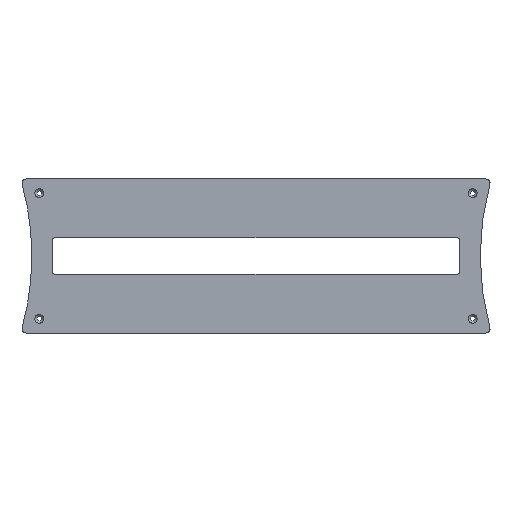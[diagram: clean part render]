
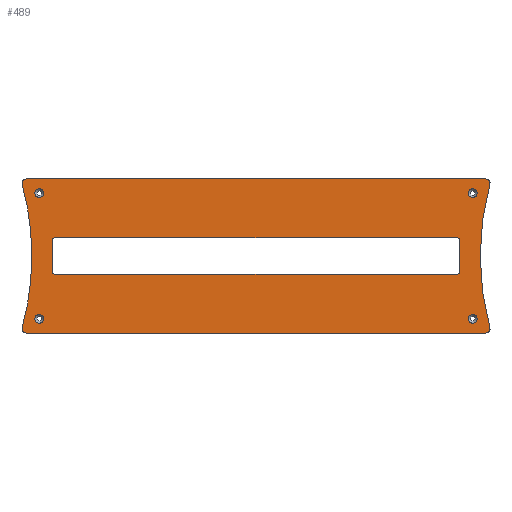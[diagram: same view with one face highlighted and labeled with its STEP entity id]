
A CAD part, top view. The second image highlights one B-rep face of the part: STEP entity #489.
In plain terms, the highlighted face is planar.
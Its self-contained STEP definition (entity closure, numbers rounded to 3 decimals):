
#75=CARTESIAN_POINT('',(354.121,-105.433,-12.687));
#76=VERTEX_POINT('',#75);
#83=CARTESIAN_POINT('',(352.621,-106.924,-12.53));
#84=VERTEX_POINT('',#83);
#85=CARTESIAN_POINT('',(352.621,-105.433,-12.687));
#86=DIRECTION('',(0.,-0.105,-0.995));
#87=DIRECTION('',(0.707,-0.703,0.074));
#88=AXIS2_PLACEMENT_3D('',#85,#86,#87);
#89=CIRCLE('',#88,1.5);
#90=EDGE_CURVE('',#76,#84,#89,.T.);
#115=CARTESIAN_POINT('',(354.121,-83.155,-15.029));
#116=VERTEX_POINT('',#115);
#123=CARTESIAN_POINT('',(354.121,-205.68,-2.151));
#124=DIRECTION('',(-0.,0.995,-0.105));
#125=VECTOR('',#124,224.);
#126=LINE('',#123,#125);
#127=EDGE_CURVE('',#76,#116,#126,.T.);
#148=CARTESIAN_POINT('',(70.221,-106.924,-12.53));
#149=VERTEX_POINT('',#148);
#156=CARTESIAN_POINT('',(68.721,-105.433,-12.687));
#157=VERTEX_POINT('',#156);
#158=CARTESIAN_POINT('',(70.221,-105.433,-12.687));
#159=DIRECTION('',(-0.,-0.105,-0.995));
#160=DIRECTION('',(-0.707,-0.703,0.074));
#161=AXIS2_PLACEMENT_3D('',#158,#159,#160);
#162=CIRCLE('',#161,1.5);
#163=EDGE_CURVE('',#149,#157,#162,.T.);
#180=CARTESIAN_POINT('',(-1200.579,-106.924,-12.53));
#181=DIRECTION('',(1.,0.,0.));
#182=VECTOR('',#181,2824.);
#183=LINE('',#180,#182);
#184=EDGE_CURVE('',#149,#84,#183,.T.);
#212=CARTESIAN_POINT('',(68.721,-83.155,-15.029));
#213=VERTEX_POINT('',#212);
#220=CARTESIAN_POINT('',(70.221,-81.663,-15.185));
#221=VERTEX_POINT('',#220);
#222=CARTESIAN_POINT('',(70.221,-83.155,-15.029));
#223=DIRECTION('',(0.,-0.105,-0.995));
#224=DIRECTION('',(-0.707,0.703,-0.074));
#225=AXIS2_PLACEMENT_3D('',#222,#223,#224);
#226=CIRCLE('',#225,1.5);
#227=EDGE_CURVE('',#213,#221,#226,.T.);
#244=CARTESIAN_POINT('',(68.721,17.093,-25.565));
#245=DIRECTION('',(0.,-0.995,0.105));
#246=VECTOR('',#245,224.);
#247=LINE('',#244,#246);
#248=EDGE_CURVE('',#213,#157,#247,.T.);
#274=CARTESIAN_POINT('',(352.621,-81.663,-15.185));
#275=VERTEX_POINT('',#274);
#282=CARTESIAN_POINT('',(352.621,-83.155,-15.029));
#283=DIRECTION('',(-0.,-0.105,-0.995));
#284=DIRECTION('',(0.707,0.703,-0.074));
#285=AXIS2_PLACEMENT_3D('',#282,#283,#284);
#286=CIRCLE('',#285,1.5);
#287=EDGE_CURVE('',#275,#116,#286,.T.);
#299=CARTESIAN_POINT('',(1623.421,-81.663,-15.185));
#300=DIRECTION('',(-1.,-0.,-0.));
#301=VECTOR('',#300,2824.);
#302=LINE('',#299,#301);
#303=EDGE_CURVE('',#275,#221,#302,.T.);
#320=CARTESIAN_POINT('',(56.452,-138.053,-9.259));
#321=VERTEX_POINT('',#320);
#330=CARTESIAN_POINT('',(59.502,-138.053,-9.259));
#331=DIRECTION('',(0.,-0.105,-0.995));
#332=DIRECTION('',(1.,0.,0.));
#333=AXIS2_PLACEMENT_3D('',#330,#331,#332);
#334=CIRCLE('',#333,3.05);
#335=EDGE_CURVE('',#321,#321,#334,.T.);
#357=CARTESIAN_POINT('',(211.421,-94.294,-13.858));
#358=DIRECTION('',(-0.,0.105,0.995));
#359=DIRECTION('',(1.,0.,0.));
#360=AXIS2_PLACEMENT_3D('',#357,#358,#359);
#361=PLANE('',#360);
#362=ORIENTED_EDGE('',*,*,#287,.F.);
#363=ORIENTED_EDGE('',*,*,#303,.T.);
#364=ORIENTED_EDGE('',*,*,#227,.F.);
#365=ORIENTED_EDGE('',*,*,#248,.T.);
#366=ORIENTED_EDGE('',*,*,#163,.F.);
#367=ORIENTED_EDGE('',*,*,#184,.T.);
#368=ORIENTED_EDGE('',*,*,#90,.F.);
#369=ORIENTED_EDGE('',*,*,#127,.T.);
#370=EDGE_LOOP('',(#362,#363,#364,#365,#366,#367,#368,#369));
#371=FACE_BOUND('',#370,.T.);
#372=CARTESIAN_POINT('',(56.452,-50.535,-18.457));
#373=VERTEX_POINT('',#372);
#374=CARTESIAN_POINT('',(59.502,-50.535,-18.457));
#375=DIRECTION('',(0.,-0.105,-0.995));
#376=DIRECTION('',(1.,0.,0.));
#377=AXIS2_PLACEMENT_3D('',#374,#375,#376);
#378=CIRCLE('',#377,3.05);
#379=EDGE_CURVE('',#373,#373,#378,.T.);
#380=ORIENTED_EDGE('',*,*,#379,.F.);
#381=EDGE_LOOP('',(#380));
#382=FACE_BOUND('',#381,.T.);
#383=CARTESIAN_POINT('',(360.289,-50.535,-18.457));
#384=VERTEX_POINT('',#383);
#385=CARTESIAN_POINT('',(363.339,-50.535,-18.457));
#386=DIRECTION('',(0.,-0.105,-0.995));
#387=DIRECTION('',(1.,0.,0.));
#388=AXIS2_PLACEMENT_3D('',#385,#386,#387);
#389=CIRCLE('',#388,3.05);
#390=EDGE_CURVE('',#384,#384,#389,.T.);
#391=ORIENTED_EDGE('',*,*,#390,.F.);
#392=EDGE_LOOP('',(#391));
#393=FACE_BOUND('',#392,.T.);
#394=CARTESIAN_POINT('',(47.502,-144.226,-8.61));
#395=VERTEX_POINT('',#394);
#396=CARTESIAN_POINT('',(50.395,-147.998,-8.213));
#397=VERTEX_POINT('',#396);
#398=CARTESIAN_POINT('',(50.395,-145.014,-8.527));
#399=DIRECTION('',(-0.,0.105,0.995));
#400=DIRECTION('',(-0.795,-0.603,0.063));
#401=AXIS2_PLACEMENT_3D('',#398,#399,#400);
#402=CIRCLE('',#401,3.);
#403=EDGE_CURVE('',#395,#397,#402,.T.);
#404=ORIENTED_EDGE('',*,*,#403,.F.);
#405=CARTESIAN_POINT('',(54.256,-94.294,-13.858));
#406=VERTEX_POINT('',#405);
#407=CARTESIAN_POINT('',(-135.744,-94.294,-13.858));
#408=DIRECTION('',(0.,0.105,0.995));
#409=DIRECTION('',(-1.,0.,0.));
#410=AXIS2_PLACEMENT_3D('',#407,#408,#409);
#411=CIRCLE('',#410,190.);
#412=EDGE_CURVE('',#395,#406,#411,.T.);
#413=ORIENTED_EDGE('',*,*,#412,.T.);
#414=CARTESIAN_POINT('',(47.502,-44.362,-19.106));
#415=VERTEX_POINT('',#414);
#416=CARTESIAN_POINT('',(-135.744,-94.294,-13.858));
#417=DIRECTION('',(0.,0.105,0.995));
#418=DIRECTION('',(-1.,0.,0.));
#419=AXIS2_PLACEMENT_3D('',#416,#417,#418);
#420=CIRCLE('',#419,190.);
#421=EDGE_CURVE('',#406,#415,#420,.T.);
#422=ORIENTED_EDGE('',*,*,#421,.T.);
#423=CARTESIAN_POINT('',(50.395,-40.59,-19.502));
#424=VERTEX_POINT('',#423);
#425=CARTESIAN_POINT('',(50.395,-43.573,-19.189));
#426=DIRECTION('',(0.,0.105,0.995));
#427=DIRECTION('',(-0.795,0.603,-0.063));
#428=AXIS2_PLACEMENT_3D('',#425,#426,#427);
#429=CIRCLE('',#428,3.);
#430=EDGE_CURVE('',#424,#415,#429,.T.);
#431=ORIENTED_EDGE('',*,*,#430,.F.);
#432=CARTESIAN_POINT('',(372.446,-40.59,-19.502));
#433=VERTEX_POINT('',#432);
#434=CARTESIAN_POINT('',(86.17,-40.59,-19.502));
#435=DIRECTION('',(1.,0.,-0.));
#436=VECTOR('',#435,3220.501);
#437=LINE('',#434,#436);
#438=EDGE_CURVE('',#424,#433,#437,.T.);
#439=ORIENTED_EDGE('',*,*,#438,.T.);
#440=CARTESIAN_POINT('',(375.339,-44.362,-19.106));
#441=VERTEX_POINT('',#440);
#442=CARTESIAN_POINT('',(372.446,-43.573,-19.189));
#443=DIRECTION('',(-0.,0.105,0.995));
#444=DIRECTION('',(0.795,0.603,-0.063));
#445=AXIS2_PLACEMENT_3D('',#442,#443,#444);
#446=CIRCLE('',#445,3.);
#447=EDGE_CURVE('',#441,#433,#446,.T.);
#448=ORIENTED_EDGE('',*,*,#447,.F.);
#449=CARTESIAN_POINT('',(375.339,-144.226,-8.61));
#450=VERTEX_POINT('',#449);
#451=CARTESIAN_POINT('',(558.585,-94.294,-13.858));
#452=DIRECTION('',(0.,0.105,0.995));
#453=DIRECTION('',(-1.,0.,0.));
#454=AXIS2_PLACEMENT_3D('',#451,#452,#453);
#455=CIRCLE('',#454,190.);
#456=EDGE_CURVE('',#441,#450,#455,.T.);
#457=ORIENTED_EDGE('',*,*,#456,.T.);
#458=CARTESIAN_POINT('',(372.446,-147.998,-8.213));
#459=VERTEX_POINT('',#458);
#460=CARTESIAN_POINT('',(372.446,-145.014,-8.527));
#461=DIRECTION('',(0.,0.105,0.995));
#462=DIRECTION('',(0.795,-0.603,0.063));
#463=AXIS2_PLACEMENT_3D('',#460,#461,#462);
#464=CIRCLE('',#463,3.);
#465=EDGE_CURVE('',#459,#450,#464,.T.);
#466=ORIENTED_EDGE('',*,*,#465,.F.);
#467=CARTESIAN_POINT('',(336.671,-147.998,-8.213));
#468=DIRECTION('',(-1.,0.,0.));
#469=VECTOR('',#468,3220.501);
#470=LINE('',#467,#469);
#471=EDGE_CURVE('',#459,#397,#470,.T.);
#472=ORIENTED_EDGE('',*,*,#471,.T.);
#473=EDGE_LOOP('',(#404,#413,#422,#431,#439,#448,#457,#466,#472));
#474=FACE_BOUND('',#473,.T.);
#475=CARTESIAN_POINT('',(360.289,-138.053,-9.259));
#476=VERTEX_POINT('',#475);
#477=CARTESIAN_POINT('',(363.339,-138.053,-9.259));
#478=DIRECTION('',(0.,-0.105,-0.995));
#479=DIRECTION('',(1.,0.,0.));
#480=AXIS2_PLACEMENT_3D('',#477,#478,#479);
#481=CIRCLE('',#480,3.05);
#482=EDGE_CURVE('',#476,#476,#481,.T.);
#483=ORIENTED_EDGE('',*,*,#482,.F.);
#484=EDGE_LOOP('',(#483));
#485=FACE_BOUND('',#484,.T.);
#486=ORIENTED_EDGE('',*,*,#335,.F.);
#487=EDGE_LOOP('',(#486));
#488=FACE_BOUND('',#487,.T.);
#489=ADVANCED_FACE('',(#371,#382,#393,#474,#485,#488),#361,.F.);
